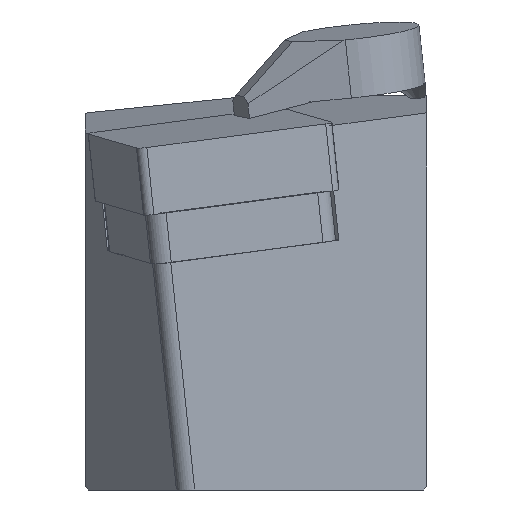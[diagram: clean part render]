
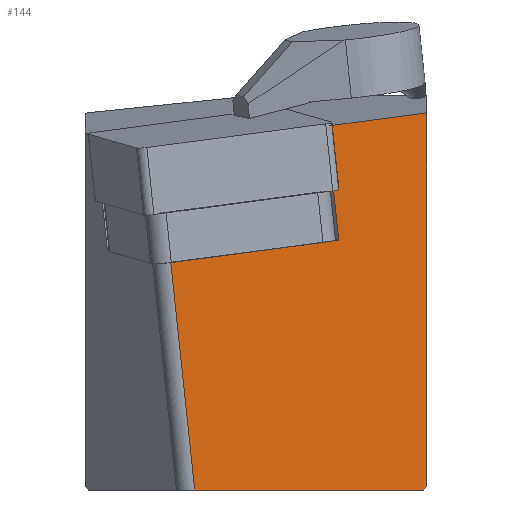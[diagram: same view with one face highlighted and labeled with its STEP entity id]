
A CAD part, left-side view. The second image highlights one B-rep face of the part: STEP entity #144.
In plain terms, the highlighted planar face has unit normal (-0.963, -0.258, -0.075).
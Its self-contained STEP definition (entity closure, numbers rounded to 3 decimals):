
#78=FACE_OUTER_BOUND('',#298,.T.);
#144=ADVANCED_FACE('',(#78),#210,.F.);
#210=PLANE('',#1203);
#298=EDGE_LOOP('',(#411,#412,#413,#414,#415,#416,#417,#418));
#411=ORIENTED_EDGE('',*,*,#825,.F.);
#412=ORIENTED_EDGE('',*,*,#826,.F.);
#413=ORIENTED_EDGE('',*,*,#824,.F.);
#414=ORIENTED_EDGE('',*,*,#827,.F.);
#415=ORIENTED_EDGE('',*,*,#828,.F.);
#416=ORIENTED_EDGE('',*,*,#813,.F.);
#417=ORIENTED_EDGE('',*,*,#782,.F.);
#418=ORIENTED_EDGE('',*,*,#802,.F.);
#679=VERTEX_POINT('',#1619);
#681=VERTEX_POINT('',#1622);
#699=VERTEX_POINT('',#1661);
#706=VERTEX_POINT('',#1684);
#712=VERTEX_POINT('',#1700);
#714=VERTEX_POINT('',#1704);
#715=VERTEX_POINT('',#1708);
#716=VERTEX_POINT('',#1711);
#782=EDGE_CURVE('',#679,#681,#943,.T.);
#802=EDGE_CURVE('',#699,#679,#961,.T.);
#813=EDGE_CURVE('',#681,#706,#970,.T.);
#824=EDGE_CURVE('',#714,#712,#978,.T.);
#825=EDGE_CURVE('',#715,#699,#979,.T.);
#826=EDGE_CURVE('',#712,#715,#980,.T.);
#827=EDGE_CURVE('',#716,#714,#981,.T.);
#828=EDGE_CURVE('',#706,#716,#982,.T.);
#943=LINE('',#1621,#1065);
#961=LINE('',#1662,#1083);
#970=LINE('',#1683,#1092);
#978=LINE('',#1705,#1100);
#979=LINE('',#1707,#1101);
#980=LINE('',#1709,#1102);
#981=LINE('',#1710,#1103);
#982=LINE('',#1712,#1104);
#1065=VECTOR('',#1292,1.);
#1083=VECTOR('',#1318,1.);
#1092=VECTOR('',#1339,1.);
#1100=VECTOR('',#1357,1.);
#1101=VECTOR('',#1360,1.);
#1102=VECTOR('',#1361,1.);
#1103=VECTOR('',#1362,1.);
#1104=VECTOR('',#1363,1.);
#1203=AXIS2_PLACEMENT_3D('',#1713,#1364,#1365);
#1292=DIRECTION('',(0.248,-0.96,0.127));
#1318=DIRECTION('',(-0.105,0.104,0.989));
#1339=DIRECTION('',(0.077,0.,-0.997));
#1357=DIRECTION('',(-0.105,0.104,0.989));
#1360=DIRECTION('',(0.248,-0.96,0.127));
#1361=DIRECTION('',(0.248,-0.96,0.127));
#1362=DIRECTION('',(-0.259,0.966,0.));
#1363=DIRECTION('',(-0.134,0.701,-0.701));
#1364=DIRECTION('',(0.963,0.258,0.075));
#1365=DIRECTION('',(0.259,-0.966,0.));
#1619=CARTESIAN_POINT('',(5.316,9.363,2.112));
#1621=CARTESIAN_POINT('',(1.256,25.115,0.028));
#1622=CARTESIAN_POINT('',(7.73,0.,3.351));
#1661=CARTESIAN_POINT('',(6.446,8.239,-8.58));
#1662=CARTESIAN_POINT('',(10.511,4.196,-47.045));
#1683=CARTESIAN_POINT('',(11.766,0.,-48.717));
#1684=CARTESIAN_POINT('',(10.447,0.,-31.7));
#1700=CARTESIAN_POINT('',(2.386,23.991,-10.664));
#1704=CARTESIAN_POINT('',(4.641,21.749,-32.));
#1705=CARTESIAN_POINT('',(6.451,19.948,-49.129));
#1707=CARTESIAN_POINT('',(2.386,23.991,-10.664));
#1708=CARTESIAN_POINT('',(6.242,9.032,-8.685));
#1709=CARTESIAN_POINT('',(2.386,23.991,-10.664));
#1710=CARTESIAN_POINT('',(5.212,19.616,-32.));
#1711=CARTESIAN_POINT('',(10.389,0.3,-32.));
#1712=CARTESIAN_POINT('',(6.878,18.73,-50.43));
#1713=CARTESIAN_POINT('',(6.451,19.948,-49.129));
